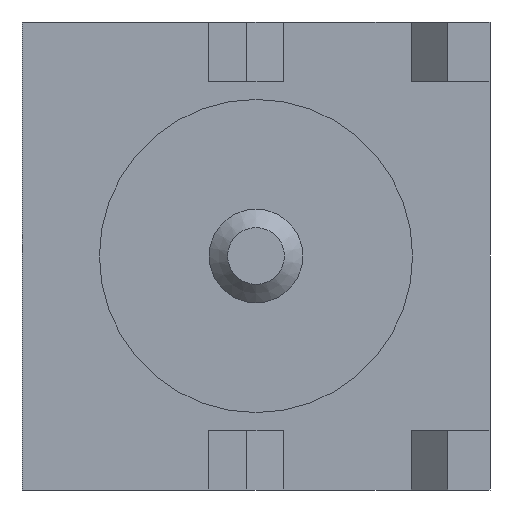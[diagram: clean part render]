
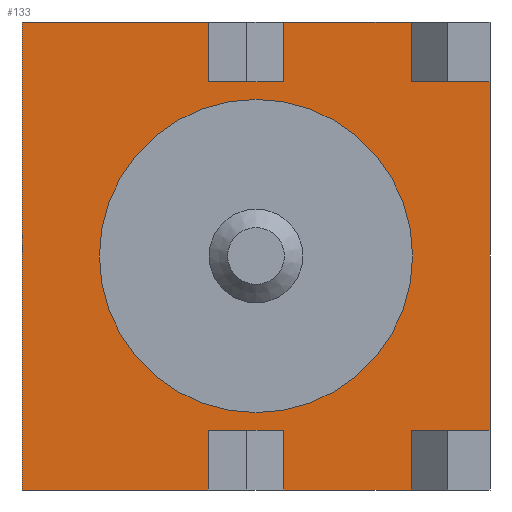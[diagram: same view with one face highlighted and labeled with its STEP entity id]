
A CAD part, front view. The second image highlights one B-rep face of the part: STEP entity #133.
In plain terms, the highlighted planar face has unit normal (0, -1, 0).
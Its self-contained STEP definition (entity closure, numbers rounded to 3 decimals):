
#133 = ADVANCED_FACE( '', ( #288, #289 ), #290, .F. );
#288 = FACE_BOUND( '', #455, .T. );
#289 = FACE_OUTER_BOUND( '', #456, .T. );
#290 = PLANE( '', #457 );
#455 = EDGE_LOOP( '', ( #743 ) );
#456 = EDGE_LOOP( '', ( #744, #745, #746, #747, #748, #749, #750, #751, #752, #753, #754, #755, #756, #757, #758, #759 ) );
#457 = AXIS2_PLACEMENT_3D( '', #760, #761, #762 );
#743 = ORIENTED_EDGE( '', *, *, #987, .F. );
#744 = ORIENTED_EDGE( '', *, *, #994, .T. );
#745 = ORIENTED_EDGE( '', *, *, #977, .T. );
#746 = ORIENTED_EDGE( '', *, *, #995, .F. );
#747 = ORIENTED_EDGE( '', *, *, #996, .F. );
#748 = ORIENTED_EDGE( '', *, *, #950, .T. );
#749 = ORIENTED_EDGE( '', *, *, #974, .T. );
#750 = ORIENTED_EDGE( '', *, *, #997, .F. );
#751 = ORIENTED_EDGE( '', *, *, #998, .F. );
#752 = ORIENTED_EDGE( '', *, *, #899, .T. );
#753 = ORIENTED_EDGE( '', *, *, #966, .T. );
#754 = ORIENTED_EDGE( '', *, *, #999, .F. );
#755 = ORIENTED_EDGE( '', *, *, #1000, .F. );
#756 = ORIENTED_EDGE( '', *, *, #1001, .T. );
#757 = ORIENTED_EDGE( '', *, *, #981, .T. );
#758 = ORIENTED_EDGE( '', *, *, #937, .F. );
#759 = ORIENTED_EDGE( '', *, *, #1002, .F. );
#760 = CARTESIAN_POINT( '', ( -3.175, -1.8, 3.175 ) );
#761 = DIRECTION( '', ( 0., 1., 0. ) );
#762 = DIRECTION( '', ( 0., 0., 1. ) );
#899 = EDGE_CURVE( '', #1050, #1047, #1051, .T. );
#937 = EDGE_CURVE( '', #1111, #1109, #1113, .T. );
#950 = EDGE_CURVE( '', #1128, #1132, #1134, .T. );
#966 = EDGE_CURVE( '', #1047, #1154, #1156, .T. );
#974 = EDGE_CURVE( '', #1132, #1167, #1169, .T. );
#977 = EDGE_CURVE( '', #1162, #1172, #1174, .T. );
#981 = EDGE_CURVE( '', #1179, #1109, #1180, .T. );
#987 = EDGE_CURVE( '', #1187, #1187, #1188, .T. );
#994 = EDGE_CURVE( '', #1197, #1162, #1198, .T. );
#995 = EDGE_CURVE( '', #1199, #1172, #1200, .T. );
#996 = EDGE_CURVE( '', #1128, #1199, #1201, .T. );
#997 = EDGE_CURVE( '', #1202, #1167, #1203, .T. );
#998 = EDGE_CURVE( '', #1050, #1202, #1204, .T. );
#999 = EDGE_CURVE( '', #1205, #1154, #1206, .T. );
#1000 = EDGE_CURVE( '', #1207, #1205, #1208, .T. );
#1001 = EDGE_CURVE( '', #1207, #1179, #1209, .T. );
#1002 = EDGE_CURVE( '', #1197, #1111, #1210, .T. );
#1047 = VERTEX_POINT( '', #1262 );
#1050 = VERTEX_POINT( '', #1266 );
#1051 = LINE( '', #1267, #1268 );
#1109 = VERTEX_POINT( '', #1337 );
#1111 = VERTEX_POINT( '', #1340 );
#1113 = LINE( '', #1343, #1344 );
#1128 = VERTEX_POINT( '', #1361 );
#1132 = VERTEX_POINT( '', #1367 );
#1134 = LINE( '', #1370, #1371 );
#1154 = VERTEX_POINT( '', #1397 );
#1156 = LINE( '', #1400, #1401 );
#1162 = VERTEX_POINT( '', #1409 );
#1167 = VERTEX_POINT( '', #1417 );
#1169 = LINE( '', #1420, #1421 );
#1172 = VERTEX_POINT( '', #1425 );
#1174 = LINE( '', #1428, #1429 );
#1179 = VERTEX_POINT( '', #1434 );
#1180 = LINE( '', #1435, #1436 );
#1187 = VERTEX_POINT( '', #1446 );
#1188 = CIRCLE( '', #1447, 2.125 );
#1197 = VERTEX_POINT( '', #1459 );
#1198 = LINE( '', #1460, #1461 );
#1199 = VERTEX_POINT( '', #1462 );
#1200 = LINE( '', #1463, #1464 );
#1201 = LINE( '', #1465, #1466 );
#1202 = VERTEX_POINT( '', #1467 );
#1203 = LINE( '', #1468, #1469 );
#1204 = LINE( '', #1470, #1471 );
#1205 = VERTEX_POINT( '', #1472 );
#1206 = LINE( '', #1473, #1474 );
#1207 = VERTEX_POINT( '', #1475 );
#1208 = LINE( '', #1476, #1477 );
#1209 = LINE( '', #1478, #1479 );
#1210 = LINE( '', #1480, #1481 );
#1262 = CARTESIAN_POINT( '', ( 3.175, -1.8, 2.365 ) );
#1266 = CARTESIAN_POINT( '', ( 3.175, -1.8, -2.365 ) );
#1267 = CARTESIAN_POINT( '', ( 3.175, -1.8, 3.175 ) );
#1268 = VECTOR( '', #1535, 1000. );
#1337 = CARTESIAN_POINT( '', ( -0.645, -1.8, 2.365 ) );
#1340 = CARTESIAN_POINT( '', ( -0.645, -1.8, 3.175 ) );
#1343 = CARTESIAN_POINT( '', ( -0.645, -1.8, 3.175 ) );
#1344 = VECTOR( '', #1591, 1000. );
#1361 = CARTESIAN_POINT( '', ( 0.375, -1.8, -2.365 ) );
#1367 = CARTESIAN_POINT( '', ( 0.375, -1.8, -3.175 ) );
#1370 = CARTESIAN_POINT( '', ( 0.375, -1.8, 3.175 ) );
#1371 = VECTOR( '', #1606, 1000. );
#1397 = CARTESIAN_POINT( '', ( 2.105, -1.8, 2.365 ) );
#1400 = CARTESIAN_POINT( '', ( 3.25, -1.8, 2.365 ) );
#1401 = VECTOR( '', #1620, 1000. );
#1409 = CARTESIAN_POINT( '', ( -3.175, -1.8, -3.175 ) );
#1417 = CARTESIAN_POINT( '', ( 2.105, -1.8, -3.175 ) );
#1420 = CARTESIAN_POINT( '', ( 0.375, -1.8, -3.175 ) );
#1421 = VECTOR( '', #1627, 1000. );
#1425 = CARTESIAN_POINT( '', ( -0.645, -1.8, -3.175 ) );
#1428 = CARTESIAN_POINT( '', ( -3.175, -1.8, -3.175 ) );
#1429 = VECTOR( '', #1630, 1000. );
#1434 = CARTESIAN_POINT( '', ( 0.375, -1.8, 2.365 ) );
#1435 = CARTESIAN_POINT( '', ( 3.25, -1.8, 2.365 ) );
#1436 = VECTOR( '', #1634, 1000. );
#1446 = CARTESIAN_POINT( '', ( 0., -1.8, -2.125 ) );
#1447 = AXIS2_PLACEMENT_3D( '', #1638, #1639, #1640 );
#1459 = CARTESIAN_POINT( '', ( -3.175, -1.8, 3.175 ) );
#1460 = CARTESIAN_POINT( '', ( -3.175, -1.8, 3.175 ) );
#1461 = VECTOR( '', #1644, 1000. );
#1462 = CARTESIAN_POINT( '', ( -0.645, -1.8, -2.365 ) );
#1463 = CARTESIAN_POINT( '', ( -0.645, -1.8, 3.175 ) );
#1464 = VECTOR( '', #1645, 1000. );
#1465 = CARTESIAN_POINT( '', ( 3.25, -1.8, -2.365 ) );
#1466 = VECTOR( '', #1646, 1000. );
#1467 = CARTESIAN_POINT( '', ( 2.105, -1.8, -2.365 ) );
#1468 = CARTESIAN_POINT( '', ( 2.105, -1.8, 3.175 ) );
#1469 = VECTOR( '', #1647, 1000. );
#1470 = CARTESIAN_POINT( '', ( 3.25, -1.8, -2.365 ) );
#1471 = VECTOR( '', #1648, 1000. );
#1472 = CARTESIAN_POINT( '', ( 2.105, -1.8, 3.175 ) );
#1473 = CARTESIAN_POINT( '', ( 2.105, -1.8, 3.175 ) );
#1474 = VECTOR( '', #1649, 1000. );
#1475 = CARTESIAN_POINT( '', ( 0.375, -1.8, 3.175 ) );
#1476 = CARTESIAN_POINT( '', ( 0.375, -1.8, 3.175 ) );
#1477 = VECTOR( '', #1650, 1000. );
#1478 = CARTESIAN_POINT( '', ( 0.375, -1.8, 3.175 ) );
#1479 = VECTOR( '', #1651, 1000. );
#1480 = CARTESIAN_POINT( '', ( -3.175, -1.8, 3.175 ) );
#1481 = VECTOR( '', #1652, 1000. );
#1535 = DIRECTION( '', ( 0., 0., 1. ) );
#1591 = DIRECTION( '', ( 0., 0., -1. ) );
#1606 = DIRECTION( '', ( 0., 0., -1. ) );
#1620 = DIRECTION( '', ( -1., 0., 0. ) );
#1627 = DIRECTION( '', ( 1., 0., 0. ) );
#1630 = DIRECTION( '', ( 1., 0., 0. ) );
#1634 = DIRECTION( '', ( -1., 0., 0. ) );
#1638 = CARTESIAN_POINT( '', ( 0., -1.8, 0. ) );
#1639 = DIRECTION( '', ( 0., -1., 0. ) );
#1640 = DIRECTION( '', ( 0., 0., -1. ) );
#1644 = DIRECTION( '', ( 0., 0., -1. ) );
#1645 = DIRECTION( '', ( 0., 0., -1. ) );
#1646 = DIRECTION( '', ( -1., 0., 0. ) );
#1647 = DIRECTION( '', ( 0., 0., -1. ) );
#1648 = DIRECTION( '', ( -1., 0., 0. ) );
#1649 = DIRECTION( '', ( 0., 0., -1. ) );
#1650 = DIRECTION( '', ( 1., 0., 0. ) );
#1651 = DIRECTION( '', ( 0., 0., -1. ) );
#1652 = DIRECTION( '', ( 1., 0., 0. ) );
